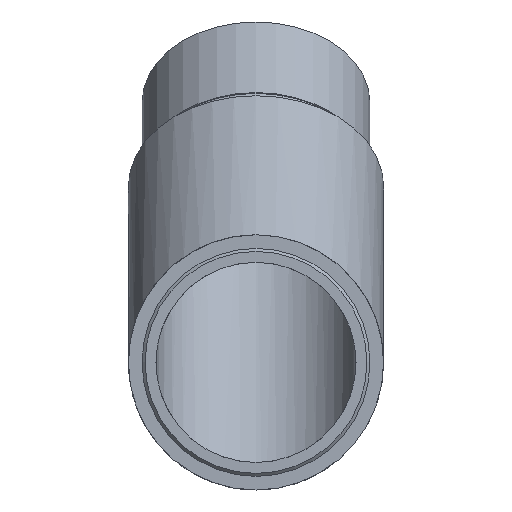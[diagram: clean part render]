
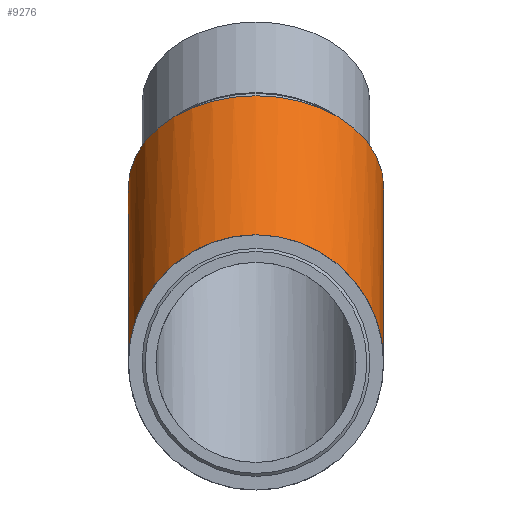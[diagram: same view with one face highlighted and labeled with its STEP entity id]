
A CAD part, front view. The second image highlights one B-rep face of the part: STEP entity #9276.
In plain terms, the highlighted cylindrical face has radius 21.1 mm (diameter 42.2 mm), a full revolution.
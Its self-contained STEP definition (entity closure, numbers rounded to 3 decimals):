
#357 = EDGE_CURVE ( 'NONE', #10304, #10304, #4516, .T. ) ;
#402 = VERTEX_POINT ( 'NONE', #5418 ) ;
#453 = CARTESIAN_POINT ( 'NONE',  ( -42.2, 50., -21.1 ) ) ;
#1154 = EDGE_LOOP ( 'NONE', ( #7335 ) ) ;
#1723 = AXIS2_PLACEMENT_3D ( 'NONE', #11986, #5507, #6599 ) ;
#2593 = DIRECTION ( 'NONE',  ( 0., -0.707, 0.707 ) ) ;
#3586 = CARTESIAN_POINT ( 'NONE',  ( 42.2, 50., -21.1 ) ) ;
#3635 =( BOUNDED_CURVE ( )  B_SPLINE_CURVE ( 3, ( #4728, #4819, #3586, #9964, #453, #7922, #10022 ),
 .UNSPECIFIED., .T., .F. ) 
 B_SPLINE_CURVE_WITH_KNOTS ( ( 4, 3, 4 ),
 ( 0., 3.142, 6.283 ),
 .UNSPECIFIED. ) 
 CURVE ( )  GEOMETRIC_REPRESENTATION_ITEM ( )  RATIONAL_B_SPLINE_CURVE ( ( 1., 0.333, 0.333, 1., 0.333, 0.333, 1. ) ) 
 REPRESENTATION_ITEM ( '' )  );
#4516 = CIRCLE ( 'NONE', #4525, 21.1 ) ;
#4520 = FACE_OUTER_BOUND ( 'NONE', #6555, .T. ) ;
#4525 = AXIS2_PLACEMENT_3D ( 'NONE', #12258, #13254, #2593 ) ;
#4728 = CARTESIAN_POINT ( 'NONE',  ( 0., 32.52, 21.1 ) ) ;
#4819 = CARTESIAN_POINT ( 'NONE',  ( 42.2, 32.52, 21.1 ) ) ;
#5186 = CYLINDRICAL_SURFACE ( 'NONE', #1723, 21.1 ) ;
#5418 = CARTESIAN_POINT ( 'NONE',  ( 0., 32.52, 21.1 ) ) ;
#5507 = DIRECTION ( 'NONE',  ( 0., 0.707, 0.707 ) ) ;
#6315 = FACE_OUTER_BOUND ( 'NONE', #1154, .T. ) ;
#6555 = EDGE_LOOP ( 'NONE', ( #8725 ) ) ;
#6599 = DIRECTION ( 'NONE',  ( 0., -0.707, 0.707 ) ) ;
#7335 = ORIENTED_EDGE ( 'NONE', *, *, #357, .T. ) ;
#7922 = CARTESIAN_POINT ( 'NONE',  ( -42.2, 32.52, 21.1 ) ) ;
#8605 = CARTESIAN_POINT ( 'NONE',  ( 0., 55.515, 44.095 ) ) ;
#8725 = ORIENTED_EDGE ( 'NONE', *, *, #9034, .T. ) ;
#9034 = EDGE_CURVE ( 'NONE', #402, #402, #3635, .T. ) ;
#9276 = ADVANCED_FACE ( 'NONE', ( #4520, #6315 ), #5186, .T. ) ;
#9964 = CARTESIAN_POINT ( 'NONE',  ( 0., 50., -21.1 ) ) ;
#10022 = CARTESIAN_POINT ( 'NONE',  ( 0., 32.52, 21.1 ) ) ;
#10304 = VERTEX_POINT ( 'NONE', #8605 ) ;
#11986 = CARTESIAN_POINT ( 'NONE',  ( 0., 41.26, 0. ) ) ;
#12258 = CARTESIAN_POINT ( 'NONE',  ( 0., 70.435, 29.175 ) ) ;
#13254 = DIRECTION ( 'NONE',  ( 0., -0.707, -0.707 ) ) ;
